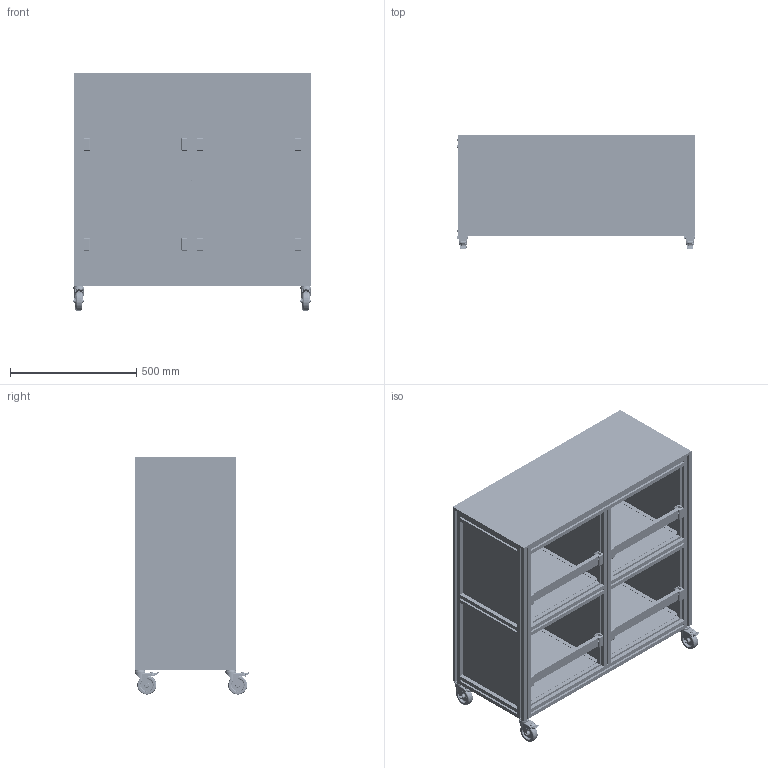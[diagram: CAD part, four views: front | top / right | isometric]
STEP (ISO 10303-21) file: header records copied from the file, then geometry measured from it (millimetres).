
FILE_DESCRIPTION(('STEP AP214'),'1');
FILE_NAME('ERGO08E6528.stp','2025-12-10T13:22:04',(' '),(' '),'Spatial InterOp 3D',' ',' ');
FILE_SCHEMA(('AUTOMOTIVE_DESIGN { 1 0 10303 214 1 1 1 1 }'));
Length unit declared in the file: millimetre
Products named in the file (67): Fixation centrale standard 8 40 bidirectionnelle; Écrou; Languette; Cache; Douille; Vis; Meuble étagère; Fixation universelle 8 40 Zn; Écrou 8 St M8; Vis BHC - M8x30; Noix Universelle 8 D20; PanneauCompletEnRainure; Profil U; Stratifié compact 4mm, blanc; PanneauCompletEnApplique; Stratifié compact 10mm, blanc; Kit de fixation; Vis FHC - M6x20; Écrou 8 St M6; Embout 8 40x16 gris; Profilé 8 40x16; Profilé 8 40x40 léger; Fixation hors standard 8-40; Vis BHC - M8x18; Rondelle M 8; Roulette pivotante D75, à blocage; corps; ecrou; axe; roue pour roulette; Kit roulette pivotante D75 à blocage - vis seule; Vis FHC - M8x25; ERGO08E6528
Assembly tree (159 placements, depth 5):
  (unnamed)
  ERGO08E6528
    Meuble étagère
      Fixation centrale standard 8 40 bidirectionnelle  x4
        Écrou
        Languette
        Cache
        Douille
        Vis
      Fixation universelle 8 40 Zn  x4
        Écrou 8 St M8
        Vis BHC - M8x30
        Noix Universelle 8 D20
      PanneauCompletEnRainure  x4
        Profil U
        Profil U
        Stratifié compact 4mm, blanc
      PanneauCompletEnApplique  x4
        Stratifié compact 10mm, blanc
      Kit de fixation  x8
        Vis FHC - M6x20
        Écrou 8 St M6
      Embout 8 40x16 gris  x8
      Profilé 8 40x16  x4
      Profilé 8 40x40 léger  x2
      Profilé 8 40x40 léger  x2
      Fixation hors standard 8-40  x30
        Vis BHC - M8x18
        Rondelle M 8
      Profilé 8 40x40 léger  x2
      PanneauCompletEnRainure  x2
        Profil U
        Profil U
        Stratifié compact 4mm, blanc
      Profilé 8 40x40 léger  x2
      PanneauCompletEnRainure  x2
        Profil U
        Profil U
        Stratifié compact 4mm, blanc
      Profilé 8 40x40 léger  x2
      PanneauCompletEnRainure  x2
        Profil U
        Profil U
        Stratifié compact 4mm, blanc
      Kit roulette pivotante D75 à blocage - vis seule
        Roulette pivotante D75, à blocage
          corps
          ecrou
          axe
          roue pour roulette
        Vis FHC - M8x25
      Kit roulette pivotante D75 à blocage - vis seule
        Roulette pivotante D75, à blocage
          corps
          ecrou
          axe
          roue pour roulette
        Vis FHC - M8x25
      Kit roulette pivotante D75 à blocage - vis seule
        Roulette pivotante D75, à blocage
Bounding box: 945.62 x 455.19 x 939.77 mm (x, y, z)
Volume: 31236837.2 mm3; surface area: 9861121.9 mm2
Topology: 222 solids, 238 shells, 7927 faces, 20805 edges, 13418 vertices
Faces by surface type: plane 4520, cylinder 1839, extrusion 496, cone 402, bspline 292, torus 176, sphere 106, revolution 96
Full cylindrical faces by diameter (mm): 3 x4, 4 x12, 4.98 x8, 5 x16, 5.5 x4, 6 x32, 6.5 x8, 6.7 x4, 6.78 x37, 6.8 x72, 7 x54, 7.9 x4, 8 x84, 8.1 x4, 8.2 x8, 8.4 x30, 8.5 x4, 10 x8, 11 x4, 11.34 x8, 14 x4, 14.2 x4, 14.3 x4, 15.24 x4, 16 x30, 16.1 x8, 17.45 x4, 19.7 x4, 20 x4, 34 x4
Entity records: 102536 total; most frequent: CARTESIAN_POINT 26016, ORIENTED_EDGE 9301, DIRECTION 8538, EDGE_CURVE 4654, VERTEX_POINT 3144, VECTOR 2910, LINE 2848, AXIS2_PLACEMENT_3D 2802
